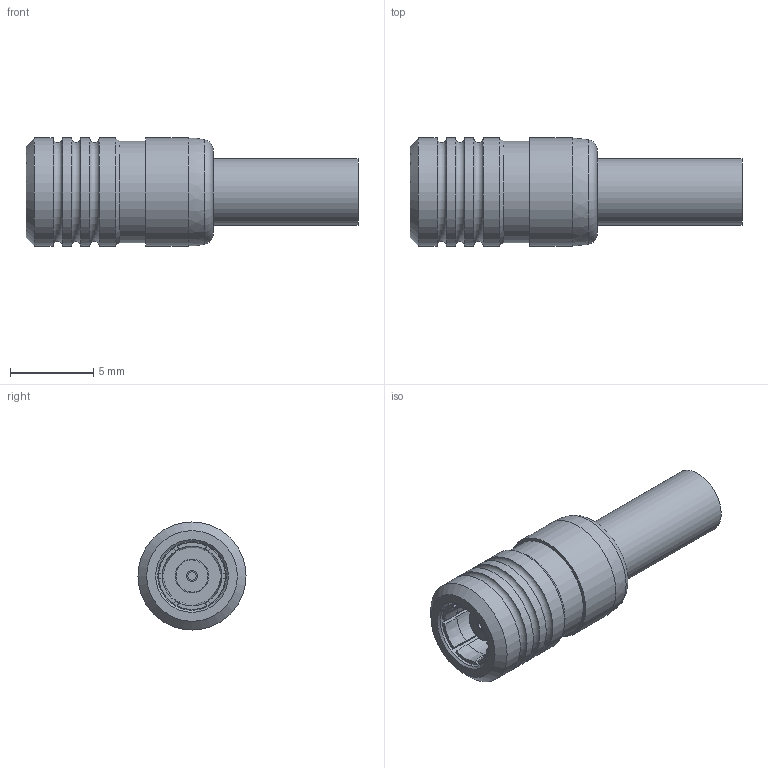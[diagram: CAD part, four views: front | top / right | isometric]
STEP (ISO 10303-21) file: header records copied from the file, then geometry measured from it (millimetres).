
FILE_DESCRIPTION (( 'STEP AP203' ), '1' );
FILE_NAME ('SC8841_3D.step', '2022-02-16T19:57:57', ( '' ), ( '' ), 'SwSTEP 2.0', 'SolidWorks 2021', '' );
FILE_SCHEMA (( 'CONFIG_CONTROL_DESIGN' ));
Length unit declared in the file: inch
Products named in the file (1): SC8841_3D
Bounding box: 19.97 x 6.5 x 6.5 mm (x, y, z)
Volume: 369.4 mm3; surface area: 746.7 mm2
Topology: 2 solids, 2 shells, 68 faces, 155 edges, 99 vertices
Faces by surface type: plane 36, cylinder 16, bspline 7, torus 5, cone 4
Full cylindrical faces by diameter (mm): 0.508 x1, 0.66 x1, 1.6 x1, 2.032 x1, 2.7 x1, 3.2 x1, 3.607 x1, 4 x1, 4.013 x1, 4.115 x1, 6.099 x1, 6.5 x5
Entity records: 1978 total; most frequent: CARTESIAN_POINT 476, DIRECTION 302, ORIENTED_EDGE 254, EDGE_CURVE 127, AXIS2_PLACEMENT_3D 127, EDGE_LOOP 104, VERTEX_POINT 97, FACE_OUTER_BOUND 90
